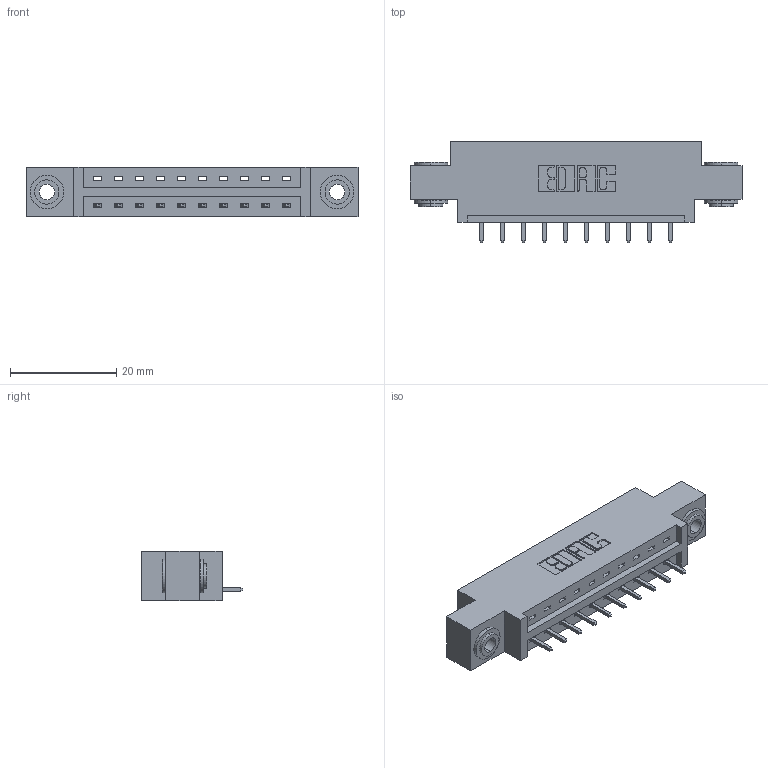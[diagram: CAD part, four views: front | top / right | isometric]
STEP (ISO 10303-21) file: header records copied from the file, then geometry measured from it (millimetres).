
FILE_DESCRIPTION (( 'STEP AP203' ), '1' );
FILE_NAME ('387-010-521-603.STEP', '2019-10-02T11:06:59', ( '' ), ( '' ), 'SwSTEP 2.0', 'SolidWorks 2016', '' );
FILE_SCHEMA (( 'CONFIG_CONTROL_DESIGN' ));
Length unit declared in the file: inch
Products named in the file (4): 337 Part_0.170 Offset - 0.156 Dia-TH; 345-250-002_345-250-002-102; 345-292-001_345-293-121; 387-010-521-603
Assembly tree (13 placements, depth 2):
  387-010-521-603
    337 Part_0.170 Offset - 0.156 Dia-TH
    345-292-001_345-293-121  x10
    345-250-002_345-250-002-102  x2
Bounding box: 62.64 x 19.06 x 9.4 mm (x, y, z)
Volume: 5983 mm3; surface area: 6213.4 mm2
Topology: 13 solids, 13 shells, 776 faces, 2279 edges, 1502 vertices
Faces by surface type: plane 544, cylinder 224, cone 8
Entity records: 12372 total; most frequent: CARTESIAN_POINT 2131, ORIENTED_EDGE 2070, DIRECTION 1893, EDGE_CURVE 1035, VECTOR 883, LINE 883, VERTEX_POINT 686, AXIS2_PLACEMENT_3D 505
